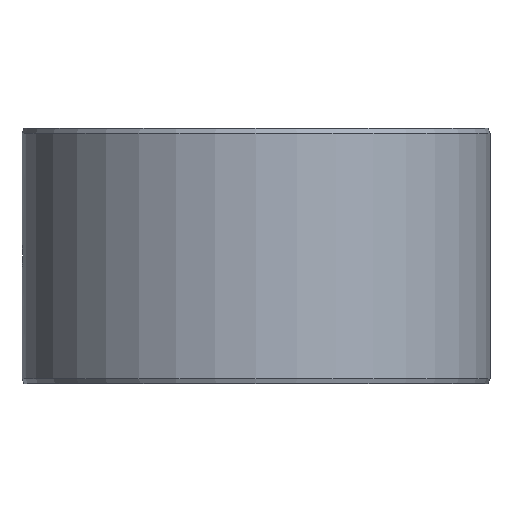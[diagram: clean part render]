
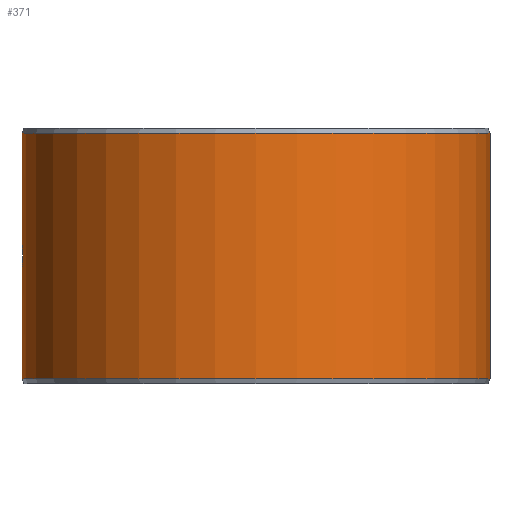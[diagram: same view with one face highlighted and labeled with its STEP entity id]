
A CAD part, left-side view. The second image highlights one B-rep face of the part: STEP entity #371.
In plain terms, the highlighted cylindrical face has radius 55 mm (diameter 110 mm), a partial arc.
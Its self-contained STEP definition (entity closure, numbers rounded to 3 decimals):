
#64=CARTESIAN_POINT('',(0.,55.,4.));
#65=CARTESIAN_POINT('',(-0.209,55.,4.));
#66=CARTESIAN_POINT('',(-0.622,54.998,3.968));
#67=CARTESIAN_POINT('',(-1.235,54.987,3.822));
#68=CARTESIAN_POINT('',(-1.817,54.971,3.582));
#69=CARTESIAN_POINT('',(-2.348,54.951,3.258));
#70=CARTESIAN_POINT('',(-2.83,54.928,2.851));
#71=CARTESIAN_POINT('',(-3.268,54.903,2.34));
#72=CARTESIAN_POINT('',(-3.636,54.88,1.724));
#73=CARTESIAN_POINT('',(-3.918,54.86,0.951));
#74=CARTESIAN_POINT('',(-4.,54.854,0.334));
#75=CARTESIAN_POINT('',(-4.,54.854,0.));
#77=CARTESIAN_POINT('',(0.,0.,28.8));
#78=DIRECTION('',(0.,0.,-1.));
#79=DIRECTION('',(0.,-1.,0.));
#80=AXIS2_PLACEMENT_3D('',#77,#78,#79);
#82=CARTESIAN_POINT('',(-4.,54.854,0.));
#83=CARTESIAN_POINT('',(-4.,54.854,-0.302));
#84=CARTESIAN_POINT('',(-3.935,54.859,-0.889));
#85=CARTESIAN_POINT('',(-3.633,54.88,-1.752));
#86=CARTESIAN_POINT('',(-3.16,54.91,-2.508));
#87=CARTESIAN_POINT('',(-2.511,54.944,-3.157));
#88=CARTESIAN_POINT('',(-1.758,54.974,-3.63));
#89=CARTESIAN_POINT('',(-0.89,54.995,-3.935));
#90=CARTESIAN_POINT('',(-0.302,55.,-4.));
#91=CARTESIAN_POINT('',(0.,55.,-4.));
#117=DIRECTION('',(0.,0.,-1.));
#118=VECTOR('',#117,24.8);
#119=CARTESIAN_POINT('',(0.,55.,-4.));
#120=LINE('',#119,#118);
#121=DIRECTION('',(0.,0.,-1.));
#122=VECTOR('',#121,57.6);
#123=CARTESIAN_POINT('',(0.,-55.,28.8));
#124=LINE('',#123,#122);
#130=DIRECTION('',(0.,0.,-1.));
#131=VECTOR('',#130,24.8);
#132=CARTESIAN_POINT('',(0.,55.,28.8));
#133=LINE('',#132,#131);
#195=CARTESIAN_POINT('',(0.,0.,-28.8));
#196=DIRECTION('',(0.,0.,-1.));
#197=DIRECTION('',(0.,-1.,0.));
#198=AXIS2_PLACEMENT_3D('',#195,#196,#197);
#246=CARTESIAN_POINT('',(0.,-55.,28.8));
#248=VERTEX_POINT('',#246);
#249=CARTESIAN_POINT('',(0.,-55.,-28.8));
#250=VERTEX_POINT('',#249);
#262=CARTESIAN_POINT('',(0.,55.,28.8));
#264=VERTEX_POINT('',#262);
#265=CARTESIAN_POINT('',(0.,55.,-28.8));
#267=VERTEX_POINT('',#265);
#273=VERTEX_POINT('',#64);
#274=VERTEX_POINT('',#75);
#275=VERTEX_POINT('',#91);
#351=CARTESIAN_POINT('',(0.,0.,33.));
#352=DIRECTION('',(0.,0.,-1.));
#353=DIRECTION('',(0.,-1.,0.));
#354=AXIS2_PLACEMENT_3D('',#351,#352,#353);
#355=CYLINDRICAL_SURFACE('',#354,55.);
#356=ORIENTED_EDGE('',*,*,#337,.F.);
#358=ORIENTED_EDGE('',*,*,#357,.F.);
#360=ORIENTED_EDGE('',*,*,#359,.F.);
#362=ORIENTED_EDGE('',*,*,#361,.T.);
#364=ORIENTED_EDGE('',*,*,#363,.T.);
#366=ORIENTED_EDGE('',*,*,#365,.F.);
#368=ORIENTED_EDGE('',*,*,#367,.F.);
#369=EDGE_LOOP('',(#356,#358,#360,#362,#364,#366,#368));
#370=FACE_OUTER_BOUND('',#369,.F.);
#371=ADVANCED_FACE('',(#370),#355,.T.);
#76=B_SPLINE_CURVE_WITH_KNOTS('',3,(#64,#65,#66,#67,#68,#69,#70,#71,#72,#73,#74,
#75),.UNSPECIFIED.,.F.,.F.,(4,1,1,1,1,1,1,1,1,4),(0.,0.111,
0.222,0.333,0.444,0.556,
0.667,0.778,0.889,1.),.UNSPECIFIED.);
#81=CIRCLE('',#80,55.);
#92=B_SPLINE_CURVE_WITH_KNOTS('',3,(#82,#83,#84,#85,#86,#87,#88,#89,#90,#91),
.UNSPECIFIED.,.F.,.F.,(4,1,1,1,1,1,1,4),(0.,0.143,
0.286,0.429,0.571,0.714,
0.857,1.),.UNSPECIFIED.);
#199=CIRCLE('',#198,55.);
#337=EDGE_CURVE('',#273,#274,#76,.T.);
#357=EDGE_CURVE('',#264,#273,#133,.T.);
#359=EDGE_CURVE('',#248,#264,#81,.T.);
#361=EDGE_CURVE('',#248,#250,#124,.T.);
#363=EDGE_CURVE('',#250,#267,#199,.T.);
#365=EDGE_CURVE('',#275,#267,#120,.T.);
#367=EDGE_CURVE('',#274,#275,#92,.T.);
